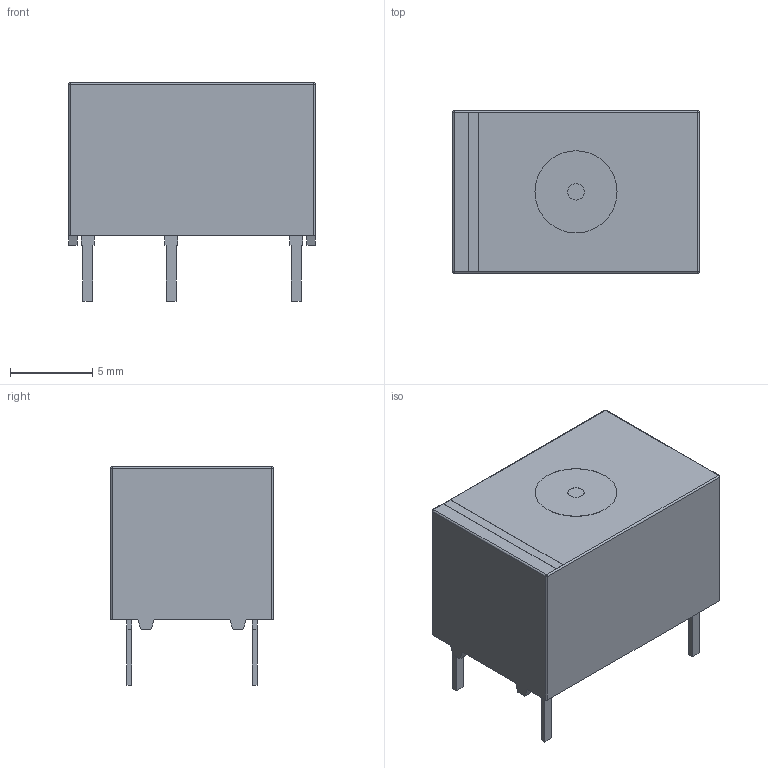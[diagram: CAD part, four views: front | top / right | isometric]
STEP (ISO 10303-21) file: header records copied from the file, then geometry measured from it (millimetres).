
FILE_DESCRIPTION( ( '' ), ' ' );
FILE_NAME( '5bc0f79c519d8d140147324d.step', '2018-10-12T19:35:57', ( '' ), ( '' ), ' ', ' ', ' ' );
FILE_SCHEMA( ( 'AUTOMOTIVE_DESIGN { 1 0 10303 214 1 1 1 1 }' ) );
Length unit declared in the file: metre
Products named in the file (7): Open CASCADE STEP translator 6.8 3; Open CASCADE STEP translator 6.8 2; Open CASCADE STEP translator 6.8 1
Bounding box: 15 x 9.9 x 13.31 mm (x, y, z)
Volume: 1385.5 mm3; surface area: 813.6 mm2
Topology: 7 solids, 7 shells, 102 faces, 246 edges, 160 vertices
Faces by surface type: plane 88, cylinder 10, sphere 4
Full cylindrical faces by diameter (mm): 1 x1, 5 x1
Entity records: 5016 total; most frequent: CARTESIAN_POINT 513, ORIENTED_EDGE 488, DIRECTION 482, STYLED_ITEM 346, PRESENTATION_STYLE_ASSIGNMENT 346, COLOUR_RGB 346, EDGE_CURVE 244, CURVE_STYLE 244
